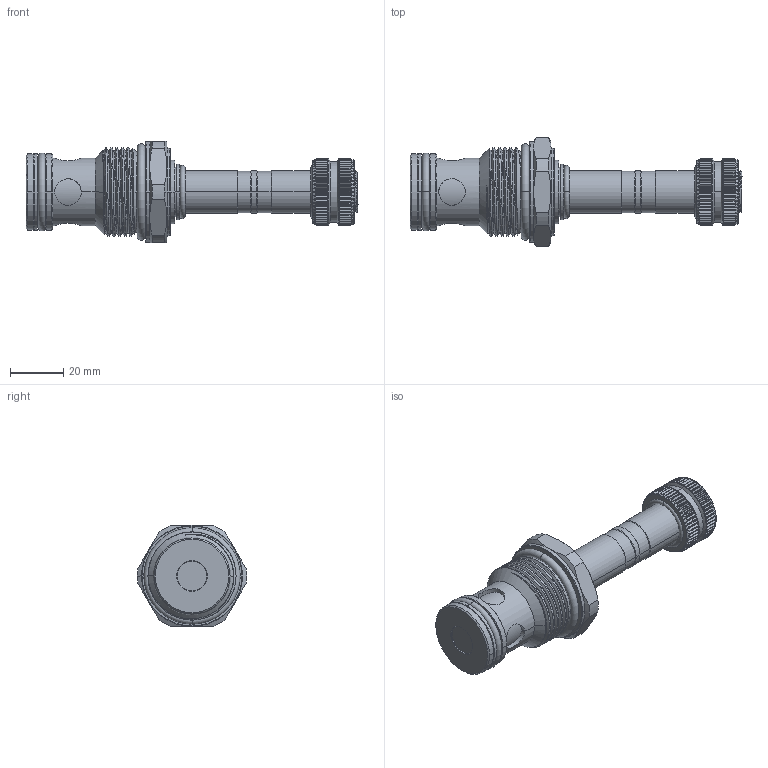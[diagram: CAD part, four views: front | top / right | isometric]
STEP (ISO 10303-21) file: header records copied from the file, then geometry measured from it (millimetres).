
FILE_DESCRIPTION (( 'STEP AP203' ), '1' );
FILE_NAME ('EP16W2C05N05.STEP', '2024-12-03T08:57:33', ( '' ), ( '' ), 'SwSTEP 2.0', 'SolidWorks 2018', '' );
FILE_SCHEMA (( 'CONFIG_CONTROL_DESIGN' ));
Length unit declared in the file: millimetre
Products named in the file (1): EP16W2C05N05
Bounding box: 124.85 x 41.1 x 38 mm (x, y, z)
Volume: 59167.3 mm3; surface area: 15376.4 mm2
Topology: 2 solids, 2 shells, 960 faces, 2518 edges, 1579 vertices
Faces by surface type: cylinder 411, plane 353, cone 155, torus 26, bspline 15
Entity records: 38103 total; most frequent: CARTESIAN_POINT 15447, ORIENTED_EDGE 5036, DIRECTION 4448, EDGE_CURVE 2518, AXIS2_PLACEMENT_3D 1785, VERTEX_POINT 1579, EDGE_LOOP 979, ADVANCED_FACE 960
